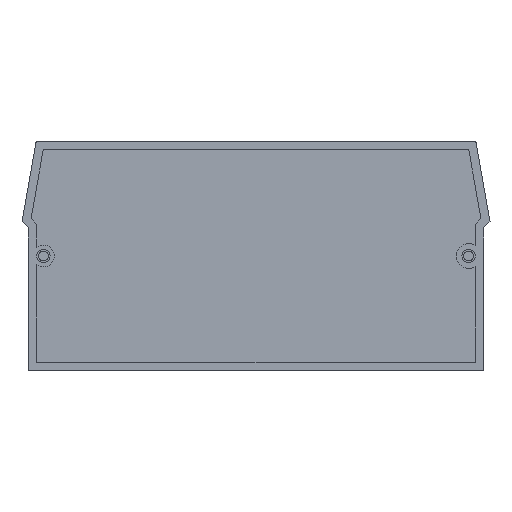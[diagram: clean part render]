
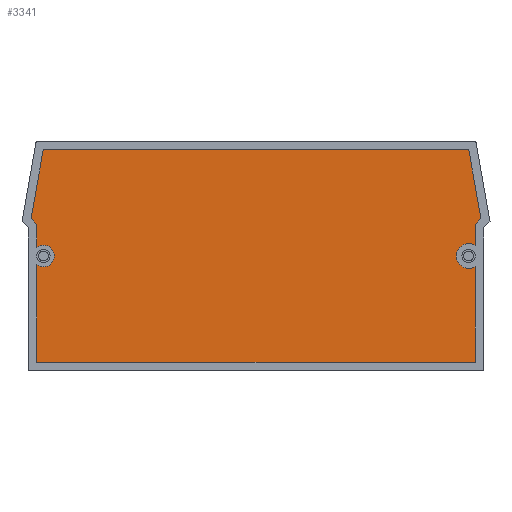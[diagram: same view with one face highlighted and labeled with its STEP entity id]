
A CAD part, front view. The second image highlights one B-rep face of the part: STEP entity #3341.
In plain terms, the highlighted planar face has unit normal (0, -1, 0).
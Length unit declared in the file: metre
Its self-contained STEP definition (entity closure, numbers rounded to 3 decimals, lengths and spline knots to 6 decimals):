
#26=CIRCLE('',#3461,0.001644);
#29=CIRCLE('',#3465,0.001446);
#422=FACE_OUTER_BOUND('',#618,.T.);
#618=EDGE_LOOP('',(#2955,#2956,#2957,#2958,#2959,#2960,#2961,#2962,#2963,
#2964,#2965,#2966));
#921=LINE('',#5828,#1253);
#924=LINE('',#5834,#1256);
#927=LINE('',#5840,#1259);
#928=LINE('',#5842,#1260);
#929=LINE('',#5844,#1261);
#930=LINE('',#5846,#1262);
#931=LINE('',#5848,#1263);
#932=LINE('',#5849,#1264);
#933=LINE('',#5851,#1265);
#934=LINE('',#5852,#1266);
#1253=VECTOR('',#3979,0.012739);
#1256=VECTOR('',#3984,0.003044);
#1259=VECTOR('',#3989,0.002803);
#1260=VECTOR('',#3990,0.001083);
#1261=VECTOR('',#3991,0.009312);
#1262=VECTOR('',#3992,0.056555);
#1263=VECTOR('',#3993,0.009312);
#1264=VECTOR('',#3994,0.001083);
#1265=VECTOR('',#3995,0.01298);
#1266=VECTOR('',#3996,0.058258);
#1587=VERTEX_POINT('',#5809);
#1589=VERTEX_POINT('',#5812);
#1592=VERTEX_POINT('',#5819);
#1594=VERTEX_POINT('',#5823);
#1595=VERTEX_POINT('',#5827);
#1597=VERTEX_POINT('',#5833);
#1599=VERTEX_POINT('',#5839);
#1600=VERTEX_POINT('',#5841);
#1601=VERTEX_POINT('',#5843);
#1602=VERTEX_POINT('',#5845);
#1603=VERTEX_POINT('',#5847);
#1604=VERTEX_POINT('',#5850);
#2048=EDGE_CURVE('',#1589,#1587,#26,.T.);
#2054=EDGE_CURVE('',#1592,#1594,#29,.T.);
#2055=EDGE_CURVE('',#1589,#1595,#921,.T.);
#2058=EDGE_CURVE('',#1592,#1597,#924,.T.);
#2061=EDGE_CURVE('',#1599,#1587,#927,.T.);
#2062=EDGE_CURVE('',#1600,#1599,#928,.T.);
#2063=EDGE_CURVE('',#1601,#1600,#929,.T.);
#2064=EDGE_CURVE('',#1602,#1601,#930,.T.);
#2065=EDGE_CURVE('',#1603,#1602,#931,.T.);
#2066=EDGE_CURVE('',#1597,#1603,#932,.T.);
#2067=EDGE_CURVE('',#1604,#1594,#933,.T.);
#2068=EDGE_CURVE('',#1595,#1604,#934,.T.);
#2955=ORIENTED_EDGE('',*,*,#2048,.T.);
#2956=ORIENTED_EDGE('',*,*,#2061,.F.);
#2957=ORIENTED_EDGE('',*,*,#2062,.F.);
#2958=ORIENTED_EDGE('',*,*,#2063,.F.);
#2959=ORIENTED_EDGE('',*,*,#2064,.F.);
#2960=ORIENTED_EDGE('',*,*,#2065,.F.);
#2961=ORIENTED_EDGE('',*,*,#2066,.F.);
#2962=ORIENTED_EDGE('',*,*,#2058,.F.);
#2963=ORIENTED_EDGE('',*,*,#2054,.T.);
#2964=ORIENTED_EDGE('',*,*,#2067,.F.);
#2965=ORIENTED_EDGE('',*,*,#2068,.F.);
#2966=ORIENTED_EDGE('',*,*,#2055,.F.);
#3163=PLANE('',#3468);
#3341=ADVANCED_FACE('',(#422),#3163,.F.);
#3461=AXIS2_PLACEMENT_3D('',#5813,#3964,#3965);
#3465=AXIS2_PLACEMENT_3D('',#5825,#3975,#3976);
#3468=AXIS2_PLACEMENT_3D('',#5838,#3987,#3988);
#3964=DIRECTION('center_axis',(0.,1.,0.));
#3965=DIRECTION('ref_axis',(-1.,0.,0.));
#3975=DIRECTION('center_axis',(0.,1.,0.));
#3976=DIRECTION('ref_axis',(-1.,0.,0.));
#3979=DIRECTION('',(0.,0.,-1.));
#3984=DIRECTION('',(0.,0.,1.));
#3987=DIRECTION('center_axis',(0.,1.,0.));
#3988=DIRECTION('ref_axis',(0.,0.,1.));
#3989=DIRECTION('',(0.,0.,-1.));
#3990=DIRECTION('',(-0.707,0.,-0.707));
#3991=DIRECTION('',(0.174,0.,-0.985));
#3992=DIRECTION('',(1.,0.,0.));
#3993=DIRECTION('',(0.174,0.,0.985));
#3994=DIRECTION('',(-0.707,0.,0.707));
#3995=DIRECTION('',(0.,0.,1.));
#3996=DIRECTION('',(-1.,0.,0.));
#5809=CARTESIAN_POINT('',(0.029129,-0.0013,-0.01386));
#5812=CARTESIAN_POINT('',(0.029129,-0.0013,-0.01664));
#5813=CARTESIAN_POINT('Origin',(0.02825,-0.0013,-0.01525));
#5819=CARTESIAN_POINT('',(-0.029129,-0.0013,-0.014101));
#5823=CARTESIAN_POINT('',(-0.029129,-0.0013,-0.016399));
#5825=CARTESIAN_POINT('Origin',(-0.02825,-0.0013,-0.01525));
#5827=CARTESIAN_POINT('',(0.029129,-0.0013,-0.029379));
#5828=CARTESIAN_POINT('',(0.029129,-0.0013,-0.029379));
#5833=CARTESIAN_POINT('',(-0.029129,-0.0013,-0.011057));
#5834=CARTESIAN_POINT('',(-0.029129,-0.0013,-0.011057));
#5838=CARTESIAN_POINT('Origin',(0.,-0.0013,-0.015357));
#5839=CARTESIAN_POINT('',(0.029129,-0.0013,-0.011057));
#5840=CARTESIAN_POINT('',(0.029129,-0.0013,-0.029379));
#5841=CARTESIAN_POINT('',(0.029894,-0.0013,-0.010292));
#5842=CARTESIAN_POINT('',(0.029129,-0.0013,-0.011057));
#5843=CARTESIAN_POINT('',(0.028277,-0.0013,-0.001121));
#5844=CARTESIAN_POINT('',(0.029894,-0.0013,-0.010292));
#5845=CARTESIAN_POINT('',(-0.028277,-0.0013,-0.001121));
#5846=CARTESIAN_POINT('',(0.028277,-0.0013,-0.001121));
#5847=CARTESIAN_POINT('',(-0.029894,-0.0013,-0.010292));
#5848=CARTESIAN_POINT('',(-0.028277,-0.0013,-0.001121));
#5849=CARTESIAN_POINT('',(-0.029894,-0.0013,-0.010292));
#5850=CARTESIAN_POINT('',(-0.029129,-0.0013,-0.029379));
#5851=CARTESIAN_POINT('',(-0.029129,-0.0013,-0.011057));
#5852=CARTESIAN_POINT('',(-0.029129,-0.0013,-0.029379));
